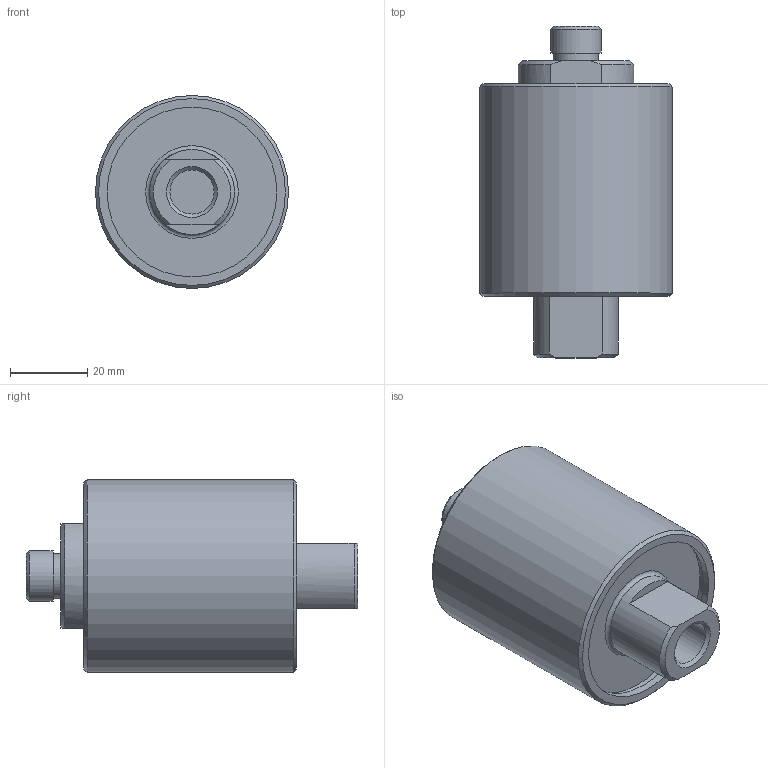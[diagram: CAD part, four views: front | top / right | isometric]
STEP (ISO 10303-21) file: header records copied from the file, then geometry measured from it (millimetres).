
FILE_DESCRIPTION(/* description */ (''),/* implementation_level */ '2;1');
FILE_NAME(/* name */ 'fillin1-4m-h.stp',/* time_stamp */ '2024-05-23T12:40:19+02:00',/* author */ ('enginyeria3'),/* organization */ (''),/* preprocessor_version */ 'ST-DEVELOPER v20',/* originating_system */ 'Autodesk Inventor 2024',/* authorisation */ '');
FILE_SCHEMA (('AUTOMOTIVE_DESIGN { 1 0 10303 214 3 1 1 }'));
Length unit declared in the file: millimetre
Products named in the file (1): Pieza4
Bounding box: 50 x 86 x 50 mm (x, y, z)
Volume: 107293 mm3; surface area: 17655.1 mm2
Topology: 1 solids, 1 shells, 42 faces, 88 edges, 58 vertices
Faces by surface type: plane 20, cylinder 11, cone 9, torus 2
Full cylindrical faces by diameter (mm): 7 x1, 11.437 x1, 11.445 x1, 13.157 x1, 22 x1, 30 x1, 44 x2, 45.6 x2, 50 x1
Entity records: 1179 total; most frequent: DIRECTION 214, CARTESIAN_POINT 205, ORIENTED_EDGE 176, AXIS2_PLACEMENT_3D 91, EDGE_CURVE 88, VERTEX_POINT 58, EDGE_LOOP 52, CIRCLE 48
